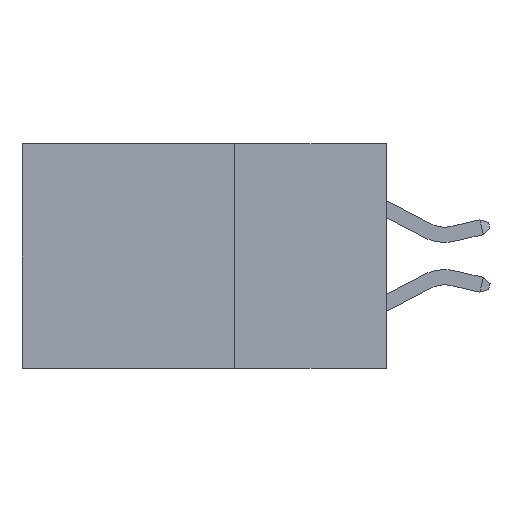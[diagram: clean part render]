
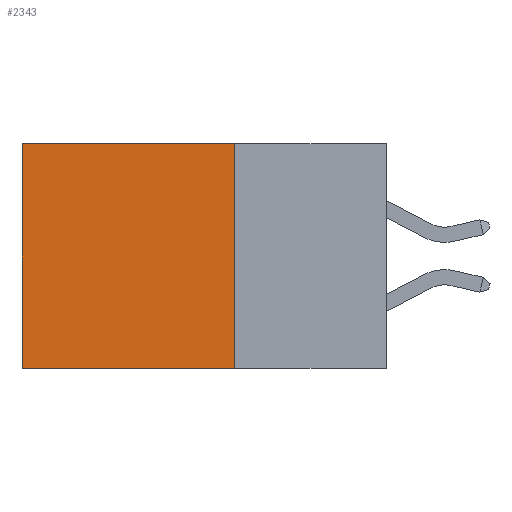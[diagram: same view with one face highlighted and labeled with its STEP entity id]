
A CAD part, left-side view. The second image highlights one B-rep face of the part: STEP entity #2343.
In plain terms, the highlighted planar face has unit normal (-1, 0, 0).
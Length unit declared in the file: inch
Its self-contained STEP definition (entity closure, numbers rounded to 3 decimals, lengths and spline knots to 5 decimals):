
#162 = DIRECTION ( 'NONE',  ( 0., 1., 0. ) ) ;
#233 = DIRECTION ( 'NONE',  ( 0., 0., -1. ) ) ;
#561 = VERTEX_POINT ( 'NONE', #5264 ) ;
#771 = CARTESIAN_POINT ( 'NONE',  ( 0.2615, 0.25, -0.37 ) ) ;
#1033 = CARTESIAN_POINT ( 'NONE',  ( 0.2615, 0.25, -0.37 ) ) ;
#1414 = CARTESIAN_POINT ( 'NONE',  ( 0.2615, 0.25, -0.37 ) ) ;
#2343 = ADVANCED_FACE ( 'NONE', ( #8847 ), #6151, .F. ) ;
#2526 = DIRECTION ( 'NONE',  ( 0., 0., -1. ) ) ;
#3536 = VECTOR ( 'NONE', #233, 39.37008 ) ;
#4434 = VECTOR ( 'NONE', #15704, 39.37008 ) ;
#5264 = CARTESIAN_POINT ( 'NONE',  ( 0.2615, 0.6, 0. ) ) ;
#5711 = DIRECTION ( 'NONE',  ( 0., 0., -1. ) ) ;
#5788 = DIRECTION ( 'NONE',  ( 1., 0., 0. ) ) ;
#5994 = ORIENTED_EDGE ( 'NONE', *, *, #13128, .F. ) ;
#6090 = CARTESIAN_POINT ( 'NONE',  ( 0.2615, 0.25, -0.37 ) ) ;
#6151 = PLANE ( 'NONE',  #20150 ) ;
#7112 = EDGE_LOOP ( 'NONE', ( #7484, #5994, #19952, #17411 ) ) ;
#7484 = ORIENTED_EDGE ( 'NONE', *, *, #13368, .T. ) ;
#7601 = VECTOR ( 'NONE', #162, 39.37008 ) ;
#7775 = VERTEX_POINT ( 'NONE', #19214 ) ;
#8661 = VECTOR ( 'NONE', #2526, 39.37008 ) ;
#8847 = FACE_OUTER_BOUND ( 'NONE', #7112, .T. ) ;
#9284 = VERTEX_POINT ( 'NONE', #18117 ) ;
#11059 = CARTESIAN_POINT ( 'NONE',  ( 0.2615, 0.6, -0.37 ) ) ;
#12324 = LINE ( 'NONE', #21328, #7601 ) ;
#12961 = VERTEX_POINT ( 'NONE', #1033 ) ;
#13128 = EDGE_CURVE ( 'NONE', #12961, #9284, #22456, .T. ) ;
#13368 = EDGE_CURVE ( 'NONE', #561, #9284, #13617, .T. ) ;
#13589 = EDGE_CURVE ( 'NONE', #7775, #12961, #22434, .T. ) ;
#13617 = LINE ( 'NONE', #11059, #3536 ) ;
#15704 = DIRECTION ( 'NONE',  ( 0., 1., 0. ) ) ;
#17411 = ORIENTED_EDGE ( 'NONE', *, *, #18460, .T. ) ;
#18117 = CARTESIAN_POINT ( 'NONE',  ( 0.2615, 0.6, -0.37 ) ) ;
#18460 = EDGE_CURVE ( 'NONE', #7775, #561, #12324, .T. ) ;
#19214 = CARTESIAN_POINT ( 'NONE',  ( 0.2615, 0.25, 0. ) ) ;
#19952 = ORIENTED_EDGE ( 'NONE', *, *, #13589, .F. ) ;
#20150 = AXIS2_PLACEMENT_3D ( 'NONE', #6090, #5788, #5711 ) ;
#21328 = CARTESIAN_POINT ( 'NONE',  ( 0.2615, 0.25, 0. ) ) ;
#22434 = LINE ( 'NONE', #771, #8661 ) ;
#22456 = LINE ( 'NONE', #1414, #4434 ) ;
